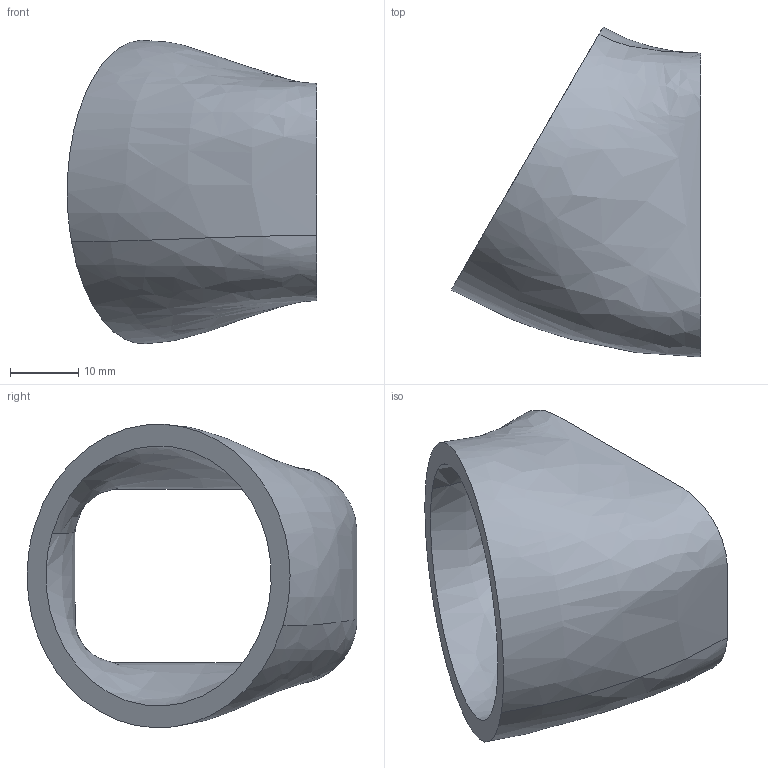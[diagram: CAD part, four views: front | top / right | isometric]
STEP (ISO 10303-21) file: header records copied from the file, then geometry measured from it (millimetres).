
FILE_DESCRIPTION (( 'STEP AP214' ), '1' );
FILE_NAME ('Surface Loft1.STEP', '2022-05-29T23:18:48', ( '' ), ( '' ), 'SwSTEP 2.0', 'SolidWorks 2021', '' );
FILE_SCHEMA (( 'AUTOMOTIVE_DESIGN' ));
Length unit declared in the file: inch
Products named in the file (1): Surface Loft1
Bounding box: 36.51 x 48.28 x 44.43 mm (x, y, z)
Volume: 10726.8 mm3; surface area: 7602.3 mm2
Topology: 1 solids, 1 shells, 6 faces, 12 edges, 8 vertices
Faces by surface type: bspline 4, plane 2
Entity records: 9594 total; most frequent: CARTESIAN_POINT 9457, ORIENTED_EDGE 24, EDGE_CURVE 12, B_SPLINE_CURVE_WITH_KNOTS 12, EDGE_LOOP 8, VERTEX_POINT 8, FACE_OUTER_BOUND 6, ADVANCED_FACE 6
